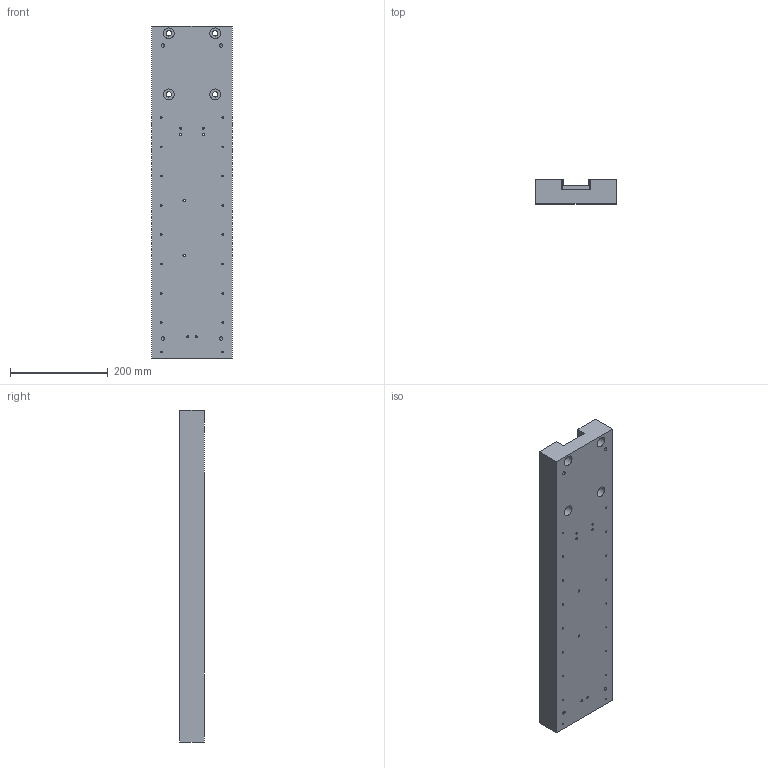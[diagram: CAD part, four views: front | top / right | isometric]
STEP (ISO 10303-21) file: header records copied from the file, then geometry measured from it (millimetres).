
FILE_DESCRIPTION(('FreeCAD Model'),'2;1');
FILE_NAME('Open CASCADE Shape Model','2024-10-12T16:13:41',(''),(''), 'Open CASCADE STEP processor 7.7','FreeCAD','Unknown');
FILE_SCHEMA(('AUTOMOTIVE_DESIGN { 1 0 10303 214 1 1 1 1 }'));
Length unit declared in the file: millimetre
Products named in the file (1): BasePlateThick
Bounding box: 164 x 50 x 680 mm (x, y, z)
Volume: 4770049.1 mm3; surface area: 391348.7 mm2
Topology: 1 solids, 1 shells, 108 faces, 298 edges, 196 vertices
Faces by surface type: cylinder 54, plane 46, cone 8
Full cylindrical faces by diameter (mm): 3.3 x18, 4.2 x6, 5 x6, 6.8 x4, 11 x4, 22 x4
Entity records: 7481 total; most frequent: CARTESIAN_POINT 1457, DIRECTION 1149, LINE 662, VECTOR 662, ORIENTED_EDGE 580, PCURVE 580, DEFINITIONAL_REPRESENTATION 580, EDGE_CURVE 290
